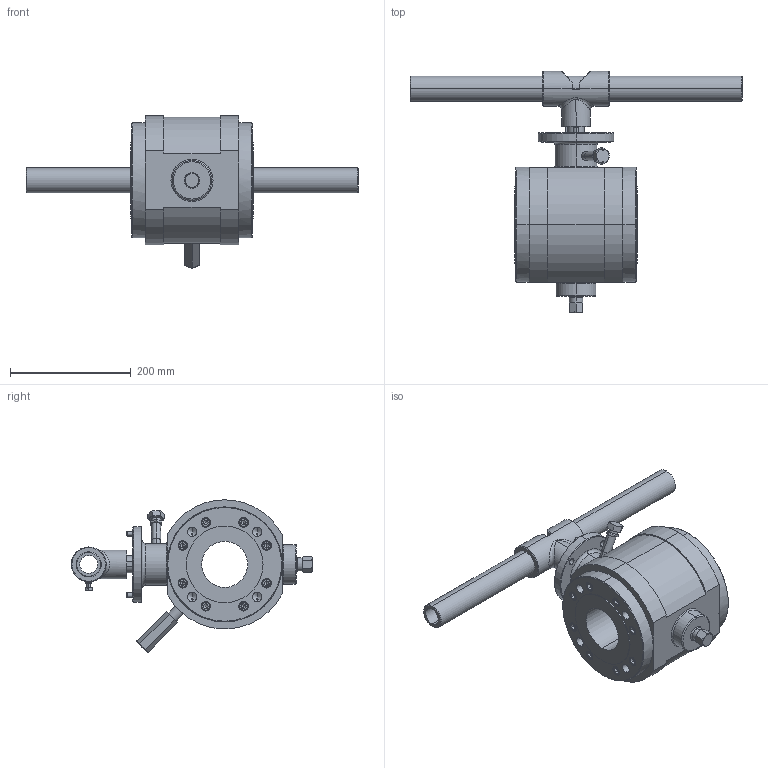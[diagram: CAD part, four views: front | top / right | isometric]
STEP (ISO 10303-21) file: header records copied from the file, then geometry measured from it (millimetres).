
FILE_DESCRIPTION (( 'STEP AP214' ), '1' );
FILE_NAME ('03-B2-150-RF-L.STEP', '2026-03-02T00:31:43', ( 'hp' ), ( '' ), 'SwSTEP 2.0', 'SolidWorks 2022', '' );
FILE_SCHEMA (( 'AUTOMOTIVE_DESIGN' ));
Length unit declared in the file: millimetre
Products named in the file (1): 03-B2-150-RF-L
Bounding box: 550 x 399.7 x 252.5 mm (x, y, z)
Volume: 6611672 mm3; surface area: 473112.1 mm2
Topology: 19 solids, 19 shells, 678 faces, 1582 edges, 921 vertices
Faces by surface type: plane 314, cone 164, cylinder 159, torus 24, bspline 15, sphere 2
Entity records: 21084 total; most frequent: CARTESIAN_POINT 5725, DIRECTION 3295, ORIENTED_EDGE 2996, EDGE_CURVE 1498, AXIS2_PLACEMENT_3D 1255, VERTEX_POINT 921, VECTOR 785, LINE 785
